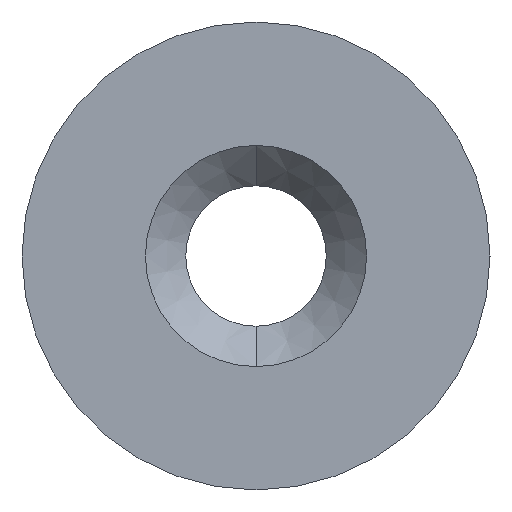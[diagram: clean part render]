
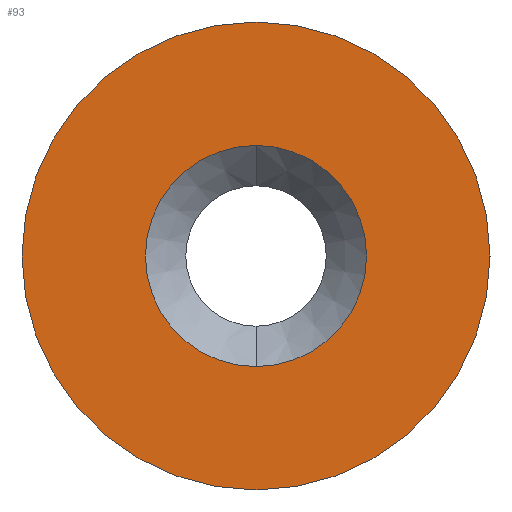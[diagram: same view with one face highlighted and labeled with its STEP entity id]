
A CAD part, left-side view. The second image highlights one B-rep face of the part: STEP entity #93.
In plain terms, the highlighted planar face has unit normal (-1, 0, 0).
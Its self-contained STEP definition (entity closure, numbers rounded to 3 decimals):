
#4 = EDGE_LOOP ( 'NONE', ( #390, #308 ) ) ;
#9 = AXIS2_PLACEMENT_3D ( 'NONE', #290, #294, #266 ) ;
#20 = EDGE_CURVE ( 'NONE', #318, #250, #84, .T. ) ;
#24 = AXIS2_PLACEMENT_3D ( 'NONE', #25, #39, #75 ) ;
#25 = CARTESIAN_POINT ( 'NONE',  ( 0., 0., 0. ) ) ;
#28 = FACE_BOUND ( 'NONE', #270, .T. ) ;
#39 = DIRECTION ( 'NONE',  ( -1., 0., 0. ) ) ;
#56 = ORIENTED_EDGE ( 'NONE', *, *, #20, .F. ) ;
#65 = CARTESIAN_POINT ( 'NONE',  ( 0., 0., -7.938 ) ) ;
#68 = DIRECTION ( 'NONE',  ( 0., 0., 1. ) ) ;
#75 = DIRECTION ( 'NONE',  ( 0., 0., 1. ) ) ;
#83 = CARTESIAN_POINT ( 'NONE',  ( 0., 0., 3.75 ) ) ;
#84 = CIRCLE ( 'NONE', #125, 3.75 ) ;
#87 = CIRCLE ( 'NONE', #241, 7.938 ) ;
#93 = ADVANCED_FACE ( 'NONE', ( #28, #153 ), #283, .F. ) ;
#125 = AXIS2_PLACEMENT_3D ( 'NONE', #251, #343, #364 ) ;
#144 = EDGE_CURVE ( 'NONE', #193, #243, #335, .T. ) ;
#145 = ORIENTED_EDGE ( 'NONE', *, *, #150, .F. ) ;
#150 = EDGE_CURVE ( 'NONE', #250, #318, #211, .T. ) ;
#153 = FACE_OUTER_BOUND ( 'NONE', #4, .T. ) ;
#161 = CARTESIAN_POINT ( 'NONE',  ( 0., 0., 7.938 ) ) ;
#193 = VERTEX_POINT ( 'NONE', #161 ) ;
#201 = DIRECTION ( 'NONE',  ( 0., 0., 1. ) ) ;
#211 = CIRCLE ( 'NONE', #24, 3.75 ) ;
#224 = DIRECTION ( 'NONE',  ( -1., 0., 0. ) ) ;
#227 = CARTESIAN_POINT ( 'NONE',  ( 0., 0., 0. ) ) ;
#240 = CARTESIAN_POINT ( 'NONE',  ( 0., 0., 0. ) ) ;
#241 = AXIS2_PLACEMENT_3D ( 'NONE', #240, #265, #68 ) ;
#243 = VERTEX_POINT ( 'NONE', #65 ) ;
#250 = VERTEX_POINT ( 'NONE', #83 ) ;
#251 = CARTESIAN_POINT ( 'NONE',  ( 0., 0., 0. ) ) ;
#265 = DIRECTION ( 'NONE',  ( -1., 0., 0. ) ) ;
#266 = DIRECTION ( 'NONE',  ( 0., 0., -1. ) ) ;
#270 = EDGE_LOOP ( 'NONE', ( #145, #56 ) ) ;
#283 = PLANE ( 'NONE',  #9 ) ;
#290 = CARTESIAN_POINT ( 'NONE',  ( 0., 7.938, 0. ) ) ;
#294 = DIRECTION ( 'NONE',  ( 1., 0., 0. ) ) ;
#308 = ORIENTED_EDGE ( 'NONE', *, *, #393, .T. ) ;
#315 = AXIS2_PLACEMENT_3D ( 'NONE', #227, #224, #201 ) ;
#318 = VERTEX_POINT ( 'NONE', #325 ) ;
#325 = CARTESIAN_POINT ( 'NONE',  ( 0., 0., -3.75 ) ) ;
#335 = CIRCLE ( 'NONE', #315, 7.938 ) ;
#343 = DIRECTION ( 'NONE',  ( -1., 0., 0. ) ) ;
#364 = DIRECTION ( 'NONE',  ( 0., 0., 1. ) ) ;
#390 = ORIENTED_EDGE ( 'NONE', *, *, #144, .T. ) ;
#393 = EDGE_CURVE ( 'NONE', #243, #193, #87, .T. ) ;
